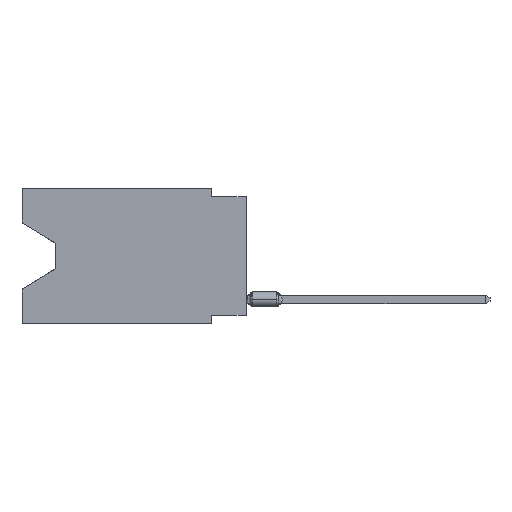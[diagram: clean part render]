
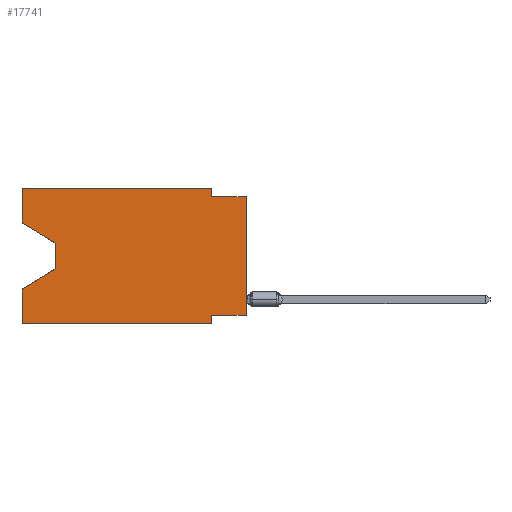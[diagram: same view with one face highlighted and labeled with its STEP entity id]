
A CAD part, left-side view. The second image highlights one B-rep face of the part: STEP entity #17741.
In plain terms, the highlighted planar face has unit normal (-1, 0, 0).
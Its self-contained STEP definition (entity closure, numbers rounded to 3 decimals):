
#9 = DIRECTION ( 'NONE',  ( 0., 0.855, -0.519 ) ) ;
#562 = CARTESIAN_POINT ( 'NONE',  ( 0., 2.54, -9.906 ) ) ;
#582 = LINE ( 'NONE', #9718, #11027 ) ;
#586 = CARTESIAN_POINT ( 'NONE',  ( 0., 16.383, 0. ) ) ;
#737 = VERTEX_POINT ( 'NONE', #17642 ) ;
#822 = CARTESIAN_POINT ( 'NONE',  ( 0., 13.97, -4.013 ) ) ;
#1050 = ORIENTED_EDGE ( 'NONE', *, *, #2290, .T. ) ;
#1182 = LINE ( 'NONE', #822, #9587 ) ;
#1256 = ORIENTED_EDGE ( 'NONE', *, *, #19435, .T. ) ;
#1294 = EDGE_CURVE ( 'NONE', #737, #4362, #6654, .T. ) ;
#1375 = LINE ( 'NONE', #5862, #14299 ) ;
#1644 = ORIENTED_EDGE ( 'NONE', *, *, #9383, .T. ) ;
#1691 = DIRECTION ( 'NONE',  ( 0., 1., 0. ) ) ;
#1754 = EDGE_CURVE ( 'NONE', #14761, #21401, #7289, .T. ) ;
#2072 = EDGE_CURVE ( 'NONE', #4048, #18080, #8670, .T. ) ;
#2194 = ORIENTED_EDGE ( 'NONE', *, *, #12245, .T. ) ;
#2265 = VECTOR ( 'NONE', #1691, 1000. ) ;
#2290 = EDGE_CURVE ( 'NONE', #4635, #737, #1182, .T. ) ;
#2716 = EDGE_CURVE ( 'NONE', #21401, #15957, #10186, .T. ) ;
#3198 = VERTEX_POINT ( 'NONE', #17482 ) ;
#3942 = CARTESIAN_POINT ( 'NONE',  ( 0., 16.383, 0. ) ) ;
#4048 = VERTEX_POINT ( 'NONE', #9497 ) ;
#4194 = VECTOR ( 'NONE', #23162, 1000. ) ;
#4362 = VERTEX_POINT ( 'NONE', #18725 ) ;
#4616 = VECTOR ( 'NONE', #18832, 1000. ) ;
#4635 = VERTEX_POINT ( 'NONE', #8983 ) ;
#4686 = DIRECTION ( 'NONE',  ( 0., -1., 0. ) ) ;
#5173 = LINE ( 'NONE', #12560, #8914 ) ;
#5862 = CARTESIAN_POINT ( 'NONE',  ( 0., 16.383, 0. ) ) ;
#6461 = VERTEX_POINT ( 'NONE', #17970 ) ;
#6479 = EDGE_CURVE ( 'NONE', #18105, #14761, #1375, .T. ) ;
#6654 = LINE ( 'NONE', #12667, #8156 ) ;
#7032 = ORIENTED_EDGE ( 'NONE', *, *, #6479, .F. ) ;
#7128 = DIRECTION ( 'NONE',  ( 0., -0.855, -0.519 ) ) ;
#7289 = LINE ( 'NONE', #14674, #23568 ) ;
#7443 = DIRECTION ( 'NONE',  ( 0., 0., 1. ) ) ;
#7864 = CARTESIAN_POINT ( 'NONE',  ( 0., 16.383, -2.546 ) ) ;
#7895 = DIRECTION ( 'NONE',  ( 0., 0., 1. ) ) ;
#8156 = VECTOR ( 'NONE', #9, 1000. ) ;
#8670 = LINE ( 'NONE', #16030, #2265 ) ;
#8747 = ORIENTED_EDGE ( 'NONE', *, *, #9044, .F. ) ;
#8867 = CARTESIAN_POINT ( 'NONE',  ( 0., 16.383, 0. ) ) ;
#8914 = VECTOR ( 'NONE', #21916, 1000. ) ;
#8983 = CARTESIAN_POINT ( 'NONE',  ( 0., 13.97, -4.013 ) ) ;
#9044 = EDGE_CURVE ( 'NONE', #15957, #6461, #19388, .T. ) ;
#9383 = EDGE_CURVE ( 'NONE', #4048, #6461, #582, .T. ) ;
#9497 = CARTESIAN_POINT ( 'NONE',  ( 0., 0., -9.271 ) ) ;
#9587 = VECTOR ( 'NONE', #13966, 1000. ) ;
#9718 = CARTESIAN_POINT ( 'NONE',  ( 0., 0., 0. ) ) ;
#9724 = LINE ( 'NONE', #586, #23453 ) ;
#9801 = VECTOR ( 'NONE', #7128, 1000. ) ;
#10186 = LINE ( 'NONE', #11992, #4194 ) ;
#10201 = ORIENTED_EDGE ( 'NONE', *, *, #1754, .F. ) ;
#10568 = FACE_OUTER_BOUND ( 'NONE', #11748, .T. ) ;
#10882 = CARTESIAN_POINT ( 'NONE',  ( 0., 16.383, -9.906 ) ) ;
#10914 = ORIENTED_EDGE ( 'NONE', *, *, #2072, .F. ) ;
#11027 = VECTOR ( 'NONE', #15385, 1000. ) ;
#11031 = AXIS2_PLACEMENT_3D ( 'NONE', #8867, #13968, #18013 ) ;
#11748 = EDGE_LOOP ( 'NONE', ( #1256, #1050, #19953, #21807, #2194, #15201, #10914, #1644, #8747, #11973, #10201, #7032 ) ) ;
#11973 = ORIENTED_EDGE ( 'NONE', *, *, #2716, .F. ) ;
#11992 = CARTESIAN_POINT ( 'NONE',  ( 0., 2.54, 0. ) ) ;
#12245 = EDGE_CURVE ( 'NONE', #22112, #3198, #5173, .T. ) ;
#12353 = CARTESIAN_POINT ( 'NONE',  ( 0., 16.383, -2.546 ) ) ;
#12560 = CARTESIAN_POINT ( 'NONE',  ( 0., 16.383, -9.906 ) ) ;
#12667 = CARTESIAN_POINT ( 'NONE',  ( 0., 13.97, -5.893 ) ) ;
#13966 = DIRECTION ( 'NONE',  ( 0., 0., -1. ) ) ;
#13968 = DIRECTION ( 'NONE',  ( 1., 0., 0. ) ) ;
#14299 = VECTOR ( 'NONE', #7443, 1000. ) ;
#14674 = CARTESIAN_POINT ( 'NONE',  ( 0., 16.383, 0. ) ) ;
#14761 = VERTEX_POINT ( 'NONE', #3942 ) ;
#15125 = EDGE_CURVE ( 'NONE', #18080, #3198, #17041, .T. ) ;
#15201 = ORIENTED_EDGE ( 'NONE', *, *, #15125, .F. ) ;
#15385 = DIRECTION ( 'NONE',  ( 0., 0., 1. ) ) ;
#15474 = EDGE_CURVE ( 'NONE', #22112, #4362, #9724, .T. ) ;
#15957 = VERTEX_POINT ( 'NONE', #16443 ) ;
#15963 = LINE ( 'NONE', #12353, #9801 ) ;
#16030 = CARTESIAN_POINT ( 'NONE',  ( 0., 0., -9.271 ) ) ;
#16121 = DIRECTION ( 'NONE',  ( 0., -1., 0. ) ) ;
#16443 = CARTESIAN_POINT ( 'NONE',  ( 0., 2.54, -0.635 ) ) ;
#17041 = LINE ( 'NONE', #562, #4616 ) ;
#17329 = VECTOR ( 'NONE', #4686, 1000. ) ;
#17482 = CARTESIAN_POINT ( 'NONE',  ( 0., 2.54, -9.906 ) ) ;
#17642 = CARTESIAN_POINT ( 'NONE',  ( 0., 13.97, -5.893 ) ) ;
#17741 = ADVANCED_FACE ( 'NONE', ( #10568 ), #19711, .F. ) ;
#17970 = CARTESIAN_POINT ( 'NONE',  ( 0., 0., -0.635 ) ) ;
#18013 = DIRECTION ( 'NONE',  ( 0., 0., -1. ) ) ;
#18080 = VERTEX_POINT ( 'NONE', #20883 ) ;
#18105 = VERTEX_POINT ( 'NONE', #7864 ) ;
#18725 = CARTESIAN_POINT ( 'NONE',  ( 0., 16.383, -7.36 ) ) ;
#18832 = DIRECTION ( 'NONE',  ( 0., 0., -1. ) ) ;
#19388 = LINE ( 'NONE', #21534, #17329 ) ;
#19435 = EDGE_CURVE ( 'NONE', #18105, #4635, #15963, .T. ) ;
#19711 = PLANE ( 'NONE',  #11031 ) ;
#19953 = ORIENTED_EDGE ( 'NONE', *, *, #1294, .T. ) ;
#20883 = CARTESIAN_POINT ( 'NONE',  ( 0., 2.54, -9.271 ) ) ;
#21314 = CARTESIAN_POINT ( 'NONE',  ( 0., 2.54, 0. ) ) ;
#21401 = VERTEX_POINT ( 'NONE', #21314 ) ;
#21534 = CARTESIAN_POINT ( 'NONE',  ( 0., 0., -0.635 ) ) ;
#21807 = ORIENTED_EDGE ( 'NONE', *, *, #15474, .F. ) ;
#21916 = DIRECTION ( 'NONE',  ( 0., -1., 0. ) ) ;
#22112 = VERTEX_POINT ( 'NONE', #10882 ) ;
#23162 = DIRECTION ( 'NONE',  ( 0., 0., -1. ) ) ;
#23453 = VECTOR ( 'NONE', #7895, 1000. ) ;
#23568 = VECTOR ( 'NONE', #16121, 1000. ) ;
